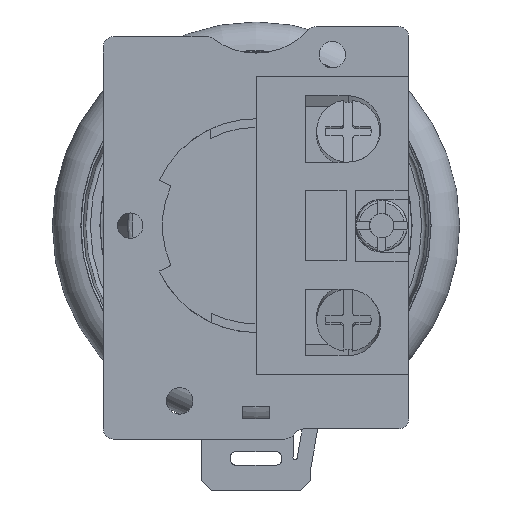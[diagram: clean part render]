
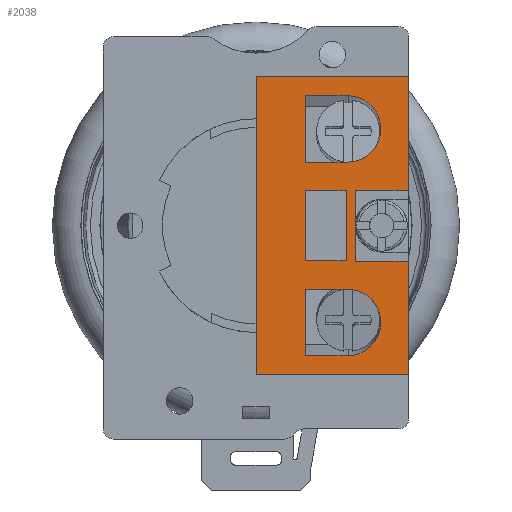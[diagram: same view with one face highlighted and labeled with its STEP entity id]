
A CAD part, front view. The second image highlights one B-rep face of the part: STEP entity #2038.
In plain terms, the highlighted planar face has unit normal (0, -1, 0).
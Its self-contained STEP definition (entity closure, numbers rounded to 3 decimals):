
#2038=ADVANCED_FACE('',(#8399,#8401,#8403,#8405),#8407,.T.);
#8399=FACE_BOUND('',#8400,.T.);
#8400=EDGE_LOOP('',(#16691,#16692,#16693,#16694,#16695,#16696,#16697,#16698));
#8401=FACE_BOUND('',#8402,.T.);
#8402=EDGE_LOOP('',(#16699,#16700,#16701,#16702));
#8403=FACE_BOUND('',#8404,.T.);
#8404=EDGE_LOOP('',(#16703,#16704,#16705,#16706));
#8405=FACE_BOUND('',#8406,.T.);
#8406=EDGE_LOOP('',(#16707,#16708,#16709,#16710));
#8407=PLANE('',#8408);
#8408=AXIS2_PLACEMENT_3D('',#8409,#8410,#8411);
#8409=CARTESIAN_POINT('',(0.05,-30.5,14.6));
#8410=DIRECTION('',(0.,-1.,0.));
#8411=DIRECTION('',(0.,0.,-1.));
#16691=ORIENTED_EDGE('',*,*,#20075,.F.);
#16692=ORIENTED_EDGE('',*,*,#20021,.F.);
#16693=ORIENTED_EDGE('',*,*,#20070,.F.);
#16694=ORIENTED_EDGE('',*,*,#19991,.T.);
#16695=ORIENTED_EDGE('',*,*,#20076,.T.);
#16696=ORIENTED_EDGE('',*,*,#20000,.F.);
#16697=ORIENTED_EDGE('',*,*,#20077,.T.);
#16698=ORIENTED_EDGE('',*,*,#20078,.F.);
#16699=ORIENTED_EDGE('',*,*,#20079,.F.);
#16700=ORIENTED_EDGE('',*,*,#20080,.F.);
#16701=ORIENTED_EDGE('',*,*,#20081,.F.);
#16702=ORIENTED_EDGE('',*,*,#20082,.F.);
#16703=ORIENTED_EDGE('',*,*,#20083,.F.);
#16704=ORIENTED_EDGE('',*,*,#20084,.T.);
#16705=ORIENTED_EDGE('',*,*,#20085,.T.);
#16706=ORIENTED_EDGE('',*,*,#20086,.F.);
#16707=ORIENTED_EDGE('',*,*,#20087,.F.);
#16708=ORIENTED_EDGE('',*,*,#20088,.T.);
#16709=ORIENTED_EDGE('',*,*,#20089,.T.);
#16710=ORIENTED_EDGE('',*,*,#20090,.F.);
#19991=EDGE_CURVE('',#22747,#22745,#22748,.T.);
#20000=EDGE_CURVE('',#22762,#22764,#22765,.T.);
#20021=EDGE_CURVE('',#22802,#22804,#22805,.T.);
#20070=EDGE_CURVE('',#22747,#22802,#22894,.T.);
#20075=EDGE_CURVE('',#22804,#22903,#22904,.T.);
#20076=EDGE_CURVE('',#22745,#22764,#22905,.T.);
#20077=EDGE_CURVE('',#22762,#22906,#22907,.T.);
#20078=EDGE_CURVE('',#22903,#22906,#22908,.T.);
#20079=EDGE_CURVE('',#22909,#22910,#22911,.T.);
#20080=EDGE_CURVE('',#22912,#22909,#22913,.T.);
#20081=EDGE_CURVE('',#22914,#22912,#22915,.T.);
#20082=EDGE_CURVE('',#22910,#22914,#22916,.T.);
#20083=EDGE_CURVE('',#22917,#22918,#22919,.T.);
#20084=EDGE_CURVE('',#22917,#22920,#22921,.T.);
#20085=EDGE_CURVE('',#22920,#22922,#22923,.T.);
#20086=EDGE_CURVE('',#22918,#22922,#22924,.T.);
#20087=EDGE_CURVE('',#22925,#22926,#22927,.T.);
#20088=EDGE_CURVE('',#22925,#22928,#22929,.T.);
#20089=EDGE_CURVE('',#22928,#22930,#22931,.T.);
#20090=EDGE_CURVE('',#22926,#22930,#22932,.T.);
#22745=VERTEX_POINT('',#29333);
#22747=VERTEX_POINT('',#29337);
#22748=LINE('',#29338,#29339);
#22762=VERTEX_POINT('',#29368);
#22764=VERTEX_POINT('',#29372);
#22765=LINE('',#29373,#29374);
#22802=VERTEX_POINT('',#29450);
#22804=VERTEX_POINT('',#29454);
#22805=LINE('',#29455,#29456);
#22894=LINE('',#29666,#29667);
#22903=VERTEX_POINT('',#29685);
#22904=LINE('',#29686,#29687);
#22905=LINE('',#29689,#29690);
#22906=VERTEX_POINT('',#29692);
#22907=LINE('',#29693,#29694);
#22908=LINE('',#29696,#29697);
#22909=VERTEX_POINT('',#29699);
#22910=VERTEX_POINT('',#29700);
#22911=LINE('',#29701,#29702);
#22912=VERTEX_POINT('',#29704);
#22913=LINE('',#29705,#29706);
#22914=VERTEX_POINT('',#29708);
#22915=LINE('',#29709,#29710);
#22916=LINE('',#29712,#29713);
#22917=VERTEX_POINT('',#29715);
#22918=VERTEX_POINT('',#29716);
#22919=LINE('',#29717,#29718);
#22920=VERTEX_POINT('',#29720);
#22921=LINE('',#29721,#29722);
#22922=VERTEX_POINT('',#29724);
#22923=(BOUNDED_CURVE()B_SPLINE_CURVE(3,
(#29725,#29726,#29727,#29728),
.UNSPECIFIED.,.F.,.F.)B_SPLINE_CURVE_WITH_KNOTS((4,4),
(0.,1.),
.UNSPECIFIED.)CURVE()GEOMETRIC_REPRESENTATION_ITEM()RATIONAL_B_SPLINE_CURVE((1.,
0.333,0.333,1.))REPRESENTATION_ITEM(''));
#22924=LINE('',#29729,#29730);
#22925=VERTEX_POINT('',#29732);
#22926=VERTEX_POINT('',#29733);
#22927=LINE('',#29734,#29735);
#22928=VERTEX_POINT('',#29737);
#22929=LINE('',#29738,#29739);
#22930=VERTEX_POINT('',#29741);
#22931=(BOUNDED_CURVE()B_SPLINE_CURVE(3,
(#29742,#29743,#29744,#29745),
.UNSPECIFIED.,.F.,.F.)B_SPLINE_CURVE_WITH_KNOTS((4,4),
(0.,1.),
.UNSPECIFIED.)CURVE()GEOMETRIC_REPRESENTATION_ITEM()RATIONAL_B_SPLINE_CURVE((1.,
0.333,0.333,1.))REPRESENTATION_ITEM(''));
#22932=LINE('',#29746,#29747);
#29333=CARTESIAN_POINT('',(0.05,-30.5,-14.6));
#29337=CARTESIAN_POINT('',(0.05,-30.5,14.6));
#29338=CARTESIAN_POINT('',(0.05,-30.5,14.6));
#29339=VECTOR('',#29340,1.);
#29340=DIRECTION('',(0.,0.,-1.));
#29368=CARTESIAN_POINT('',(14.95,-30.5,-3.5));
#29372=CARTESIAN_POINT('',(14.95,-30.5,-14.6));
#29373=CARTESIAN_POINT('',(14.95,-30.5,-3.5));
#29374=VECTOR('',#29375,1.);
#29375=DIRECTION('',(0.,0.,-1.));
#29450=CARTESIAN_POINT('',(14.95,-30.5,14.6));
#29454=CARTESIAN_POINT('',(14.95,-30.5,3.5));
#29455=CARTESIAN_POINT('',(14.95,-30.5,14.6));
#29456=VECTOR('',#29457,1.);
#29457=DIRECTION('',(0.,0.,-1.));
#29666=CARTESIAN_POINT('',(0.05,-30.5,14.6));
#29667=VECTOR('',#29668,1.);
#29668=DIRECTION('',(1.,0.,0.));
#29685=CARTESIAN_POINT('',(9.75,-30.5,3.5));
#29686=CARTESIAN_POINT('',(14.95,-30.5,3.5));
#29687=VECTOR('',#29688,1.);
#29688=DIRECTION('',(-1.,0.,0.));
#29689=CARTESIAN_POINT('',(0.05,-30.5,-14.6));
#29690=VECTOR('',#29691,1.);
#29691=DIRECTION('',(1.,0.,0.));
#29692=CARTESIAN_POINT('',(9.75,-30.5,-3.5));
#29693=CARTESIAN_POINT('',(14.95,-30.5,-3.5));
#29694=VECTOR('',#29695,1.);
#29695=DIRECTION('',(-1.,0.,0.));
#29696=CARTESIAN_POINT('',(9.75,-30.5,3.5));
#29697=VECTOR('',#29698,1.);
#29698=DIRECTION('',(0.,0.,-1.));
#29699=CARTESIAN_POINT('',(8.85,-30.5,-3.45));
#29700=CARTESIAN_POINT('',(8.85,-30.5,3.45));
#29701=CARTESIAN_POINT('',(8.85,-30.5,-3.45));
#29702=VECTOR('',#29703,1.);
#29703=DIRECTION('',(0.,0.,1.));
#29704=CARTESIAN_POINT('',(4.85,-30.5,-3.45));
#29705=CARTESIAN_POINT('',(4.85,-30.5,-3.45));
#29706=VECTOR('',#29707,1.);
#29707=DIRECTION('',(1.,0.,0.));
#29708=CARTESIAN_POINT('',(4.85,-30.5,3.45));
#29709=CARTESIAN_POINT('',(4.85,-30.5,3.45));
#29710=VECTOR('',#29711,1.);
#29711=DIRECTION('',(0.,0.,-1.));
#29712=CARTESIAN_POINT('',(8.85,-30.5,3.45));
#29713=VECTOR('',#29714,1.);
#29714=DIRECTION('',(-1.,0.,0.));
#29715=CARTESIAN_POINT('',(4.85,-30.5,12.749));
#29716=CARTESIAN_POINT('',(4.85,-30.5,6.251));
#29717=CARTESIAN_POINT('',(4.85,-30.5,12.749));
#29718=VECTOR('',#29719,1.);
#29719=DIRECTION('',(0.,0.,-1.));
#29720=CARTESIAN_POINT('',(9.05,-30.5,12.749));
#29721=CARTESIAN_POINT('',(4.85,-30.5,12.749));
#29722=VECTOR('',#29723,1.);
#29723=DIRECTION('',(1.,0.,0.));
#29724=CARTESIAN_POINT('',(9.05,-30.5,6.251));
#29725=CARTESIAN_POINT('',(9.05,-30.5,12.749));
#29726=CARTESIAN_POINT('',(15.45,-30.5,12.749));
#29727=CARTESIAN_POINT('',(15.45,-30.5,6.251));
#29728=CARTESIAN_POINT('',(9.05,-30.5,6.251));
#29729=CARTESIAN_POINT('',(4.85,-30.5,6.251));
#29730=VECTOR('',#29731,1.);
#29731=DIRECTION('',(1.,0.,0.));
#29732=CARTESIAN_POINT('',(4.85,-30.5,-6.251));
#29733=CARTESIAN_POINT('',(4.85,-30.5,-12.749));
#29734=CARTESIAN_POINT('',(4.85,-30.5,-6.251));
#29735=VECTOR('',#29736,1.);
#29736=DIRECTION('',(0.,0.,-1.));
#29737=CARTESIAN_POINT('',(9.05,-30.5,-6.251));
#29738=CARTESIAN_POINT('',(4.85,-30.5,-6.251));
#29739=VECTOR('',#29740,1.);
#29740=DIRECTION('',(1.,0.,0.));
#29741=CARTESIAN_POINT('',(9.05,-30.5,-12.749));
#29742=CARTESIAN_POINT('',(9.05,-30.5,-6.251));
#29743=CARTESIAN_POINT('',(15.45,-30.5,-6.251));
#29744=CARTESIAN_POINT('',(15.45,-30.5,-12.749));
#29745=CARTESIAN_POINT('',(9.05,-30.5,-12.749));
#29746=CARTESIAN_POINT('',(4.85,-30.5,-12.749));
#29747=VECTOR('',#29748,1.);
#29748=DIRECTION('',(1.,0.,0.));
